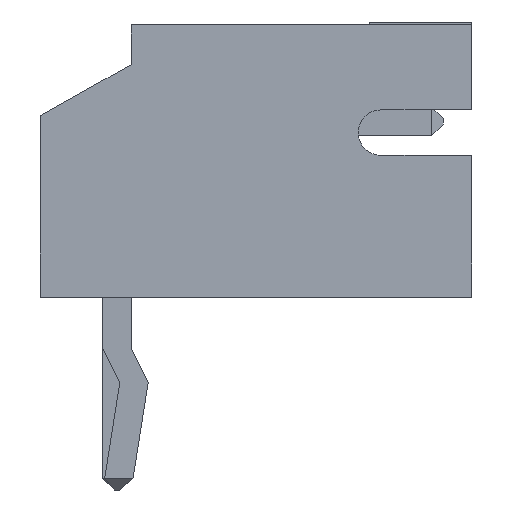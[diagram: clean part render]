
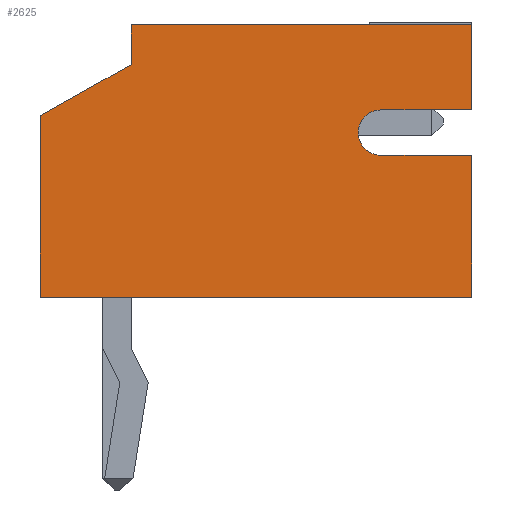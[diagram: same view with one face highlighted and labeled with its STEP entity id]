
A CAD part, left-side view. The second image highlights one B-rep face of the part: STEP entity #2625.
In plain terms, the highlighted planar face has unit normal (-1, 0, 0).
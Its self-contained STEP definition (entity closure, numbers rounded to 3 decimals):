
#1490 = VERTEX_POINT('',#1491);
#1491 = CARTESIAN_POINT('',(-1.95,-6.25,4.8));
#1497 = EDGE_CURVE('',#1490,#1498,#1500,.T.);
#1498 = VERTEX_POINT('',#1499);
#1499 = CARTESIAN_POINT('',(-1.95,-6.25,3.3));
#1500 = LINE('',#1501,#1502);
#1501 = CARTESIAN_POINT('',(-1.95,-6.25,4.8));
#1502 = VECTOR('',#1503,1.);
#1503 = DIRECTION('',(0.,0.,-1.));
#2578 = EDGE_CURVE('',#2579,#1490,#2581,.T.);
#2579 = VERTEX_POINT('',#2580);
#2580 = CARTESIAN_POINT('',(-1.95,-0.25,4.8));
#2581 = LINE('',#2582,#2583);
#2582 = CARTESIAN_POINT('',(-1.95,-0.25,4.8));
#2583 = VECTOR('',#2584,1.);
#2584 = DIRECTION('',(0.,-1.,0.));
#2625 = ADVANCED_FACE('',(#2626),#2701,.T.);
#2626 = FACE_BOUND('',#2627,.T.);
#2627 = EDGE_LOOP('',(#2628,#2636,#2644,#2652,#2660,#2668,#2676,#2684,
#2693,#2699,#2700));
#2628 = ORIENTED_EDGE('',*,*,#2629,.T.);
#2629 = EDGE_CURVE('',#2579,#2630,#2632,.T.);
#2630 = VERTEX_POINT('',#2631);
#2631 = CARTESIAN_POINT('',(-1.95,-0.25,4.1));
#2632 = LINE('',#2633,#2634);
#2633 = CARTESIAN_POINT('',(-1.95,-0.25,4.8));
#2634 = VECTOR('',#2635,1.);
#2635 = DIRECTION('',(0.,0.,-1.));
#2636 = ORIENTED_EDGE('',*,*,#2637,.T.);
#2637 = EDGE_CURVE('',#2630,#2638,#2640,.T.);
#2638 = VERTEX_POINT('',#2639);
#2639 = CARTESIAN_POINT('',(-1.95,1.35,3.2));
#2640 = LINE('',#2641,#2642);
#2641 = CARTESIAN_POINT('',(-1.95,-0.25,4.1));
#2642 = VECTOR('',#2643,1.);
#2643 = DIRECTION('',(0.,0.872,-0.49
));
#2644 = ORIENTED_EDGE('',*,*,#2645,.T.);
#2645 = EDGE_CURVE('',#2638,#2646,#2648,.T.);
#2646 = VERTEX_POINT('',#2647);
#2647 = CARTESIAN_POINT('',(-1.95,1.35,0.));
#2648 = LINE('',#2649,#2650);
#2649 = CARTESIAN_POINT('',(-1.95,1.35,3.2));
#2650 = VECTOR('',#2651,1.);
#2651 = DIRECTION('',(0.,0.,-1.));
#2652 = ORIENTED_EDGE('',*,*,#2653,.T.);
#2653 = EDGE_CURVE('',#2646,#2654,#2656,.T.);
#2654 = VERTEX_POINT('',#2655);
#2655 = CARTESIAN_POINT('',(-1.95,-6.25,0.));
#2656 = LINE('',#2657,#2658);
#2657 = CARTESIAN_POINT('',(-1.95,1.35,0.));
#2658 = VECTOR('',#2659,1.);
#2659 = DIRECTION('',(0.,-1.,0.));
#2660 = ORIENTED_EDGE('',*,*,#2661,.T.);
#2661 = EDGE_CURVE('',#2654,#2662,#2664,.T.);
#2662 = VERTEX_POINT('',#2663);
#2663 = CARTESIAN_POINT('',(-1.95,-6.25,0.3));
#2664 = LINE('',#2665,#2666);
#2665 = CARTESIAN_POINT('',(-1.95,-6.25,0.));
#2666 = VECTOR('',#2667,1.);
#2667 = DIRECTION('',(0.,0.,1.));
#2668 = ORIENTED_EDGE('',*,*,#2669,.F.);
#2669 = EDGE_CURVE('',#2670,#2662,#2672,.T.);
#2670 = VERTEX_POINT('',#2671);
#2671 = CARTESIAN_POINT('',(-1.95,-6.25,2.5));
#2672 = LINE('',#2673,#2674);
#2673 = CARTESIAN_POINT('',(-1.95,-6.25,4.8));
#2674 = VECTOR('',#2675,1.);
#2675 = DIRECTION('',(0.,0.,-1.));
#2676 = ORIENTED_EDGE('',*,*,#2677,.F.);
#2677 = EDGE_CURVE('',#2678,#2670,#2680,.T.);
#2678 = VERTEX_POINT('',#2679);
#2679 = CARTESIAN_POINT('',(-1.95,-4.65,2.5));
#2680 = LINE('',#2681,#2682);
#2681 = CARTESIAN_POINT('',(-1.95,-2.45,2.5));
#2682 = VECTOR('',#2683,1.);
#2683 = DIRECTION('',(0.,-1.,0.));
#2684 = ORIENTED_EDGE('',*,*,#2685,.T.);
#2685 = EDGE_CURVE('',#2678,#2686,#2688,.T.);
#2686 = VERTEX_POINT('',#2687);
#2687 = CARTESIAN_POINT('',(-1.95,-4.65,3.3));
#2688 = CIRCLE('',#2689,0.4);
#2689 = AXIS2_PLACEMENT_3D('',#2690,#2691,#2692);
#2690 = CARTESIAN_POINT('',(-1.95,-4.65,2.9));
#2691 = DIRECTION('',(1.,0.,0.));
#2692 = DIRECTION('',(0.,0.,1.));
#2693 = ORIENTED_EDGE('',*,*,#2694,.F.);
#2694 = EDGE_CURVE('',#1498,#2686,#2695,.T.);
#2695 = LINE('',#2696,#2697);
#2696 = CARTESIAN_POINT('',(-1.95,-3.25,3.3));
#2697 = VECTOR('',#2698,1.);
#2698 = DIRECTION('',(0.,1.,0.));
#2699 = ORIENTED_EDGE('',*,*,#1497,.F.);
#2700 = ORIENTED_EDGE('',*,*,#2578,.F.);
#2701 = PLANE('',#2702);
#2702 = AXIS2_PLACEMENT_3D('',#2703,#2704,#2705);
#2703 = CARTESIAN_POINT('',(-1.95,-0.25,4.8));
#2704 = DIRECTION('',(-1.,0.,0.));
#2705 = DIRECTION('',(0.,0.,1.));
